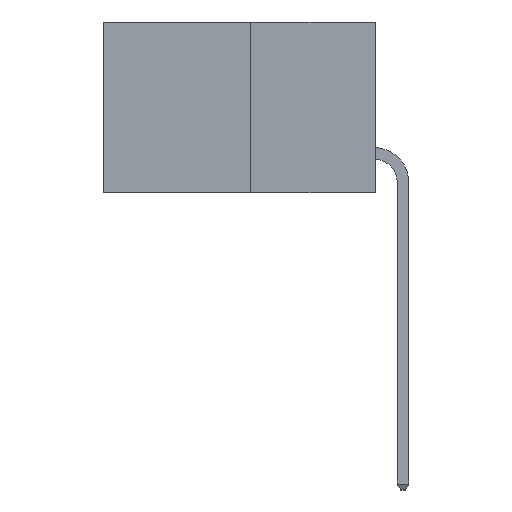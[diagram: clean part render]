
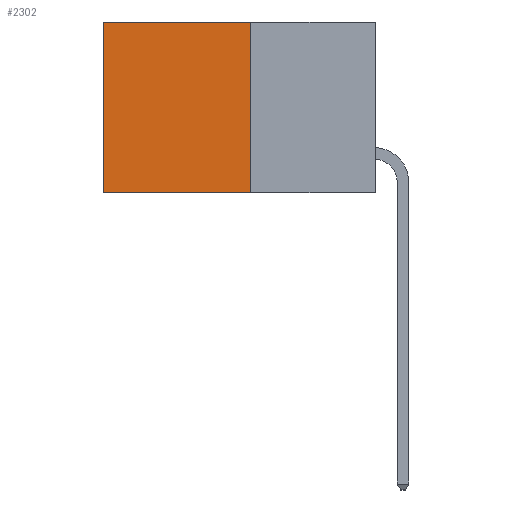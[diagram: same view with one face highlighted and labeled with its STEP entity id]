
A CAD part, left-side view. The second image highlights one B-rep face of the part: STEP entity #2302.
In plain terms, the highlighted planar face has unit normal (-1, 0, 0).
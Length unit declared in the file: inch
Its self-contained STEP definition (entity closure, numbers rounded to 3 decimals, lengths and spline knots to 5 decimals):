
#374 = VECTOR ( 'NONE', #11281, 39.37008 ) ;
#900 = CARTESIAN_POINT ( 'NONE',  ( 0.277, 0.27, -0.37 ) ) ;
#1423 = CARTESIAN_POINT ( 'NONE',  ( 0.277, 0.27, -0.37 ) ) ;
#1659 = ORIENTED_EDGE ( 'NONE', *, *, #7867, .T. ) ;
#1820 = ORIENTED_EDGE ( 'NONE', *, *, #6860, .T. ) ;
#1932 = FACE_OUTER_BOUND ( 'NONE', #4583, .T. ) ;
#2302 = ADVANCED_FACE ( 'NONE', ( #1932 ), #5066, .F. ) ;
#2750 = ORIENTED_EDGE ( 'NONE', *, *, #9181, .F. ) ;
#3035 = VECTOR ( 'NONE', #8351, 39.37008 ) ;
#3048 = VERTEX_POINT ( 'NONE', #7676 ) ;
#4440 = CARTESIAN_POINT ( 'NONE',  ( 0.277, 0.59, -0.37 ) ) ;
#4530 = DIRECTION ( 'NONE',  ( 0., 0., -1. ) ) ;
#4583 = EDGE_LOOP ( 'NONE', ( #1820, #4785, #2750, #1659 ) ) ;
#4602 = AXIS2_PLACEMENT_3D ( 'NONE', #1423, #10553, #10521 ) ;
#4785 = ORIENTED_EDGE ( 'NONE', *, *, #10135, .F. ) ;
#5066 = PLANE ( 'NONE',  #4602 ) ;
#5175 = VERTEX_POINT ( 'NONE', #900 ) ;
#5417 = CARTESIAN_POINT ( 'NONE',  ( 0.277, 0.27, -0.37 ) ) ;
#5603 = DIRECTION ( 'NONE',  ( 0., 0., -1. ) ) ;
#5617 = CARTESIAN_POINT ( 'NONE',  ( 0.277, 0.59, -0.37 ) ) ;
#5626 = VERTEX_POINT ( 'NONE', #4440 ) ;
#6860 = EDGE_CURVE ( 'NONE', #3048, #5626, #9833, .T. ) ;
#7676 = CARTESIAN_POINT ( 'NONE',  ( 0.277, 0.59, 0. ) ) ;
#7867 = EDGE_CURVE ( 'NONE', #10142, #3048, #9810, .T. ) ;
#8227 = CARTESIAN_POINT ( 'NONE',  ( 0.277, 0.27, 0. ) ) ;
#8351 = DIRECTION ( 'NONE',  ( 0., 1., 0. ) ) ;
#8758 = CARTESIAN_POINT ( 'NONE',  ( 0.277, 0.27, -0.37 ) ) ;
#8822 = CARTESIAN_POINT ( 'NONE',  ( 0.277, 0.27, 0. ) ) ;
#9143 = VECTOR ( 'NONE', #4530, 39.37008 ) ;
#9181 = EDGE_CURVE ( 'NONE', #10142, #5175, #9409, .T. ) ;
#9409 = LINE ( 'NONE', #8758, #9143 ) ;
#9575 = VECTOR ( 'NONE', #5603, 39.37008 ) ;
#9810 = LINE ( 'NONE', #8227, #3035 ) ;
#9833 = LINE ( 'NONE', #5617, #9575 ) ;
#10041 = LINE ( 'NONE', #5417, #374 ) ;
#10135 = EDGE_CURVE ( 'NONE', #5175, #5626, #10041, .T. ) ;
#10142 = VERTEX_POINT ( 'NONE', #8822 ) ;
#10521 = DIRECTION ( 'NONE',  ( 0., 0., -1. ) ) ;
#10553 = DIRECTION ( 'NONE',  ( 1., 0., 0. ) ) ;
#11281 = DIRECTION ( 'NONE',  ( 0., 1., 0. ) ) ;
